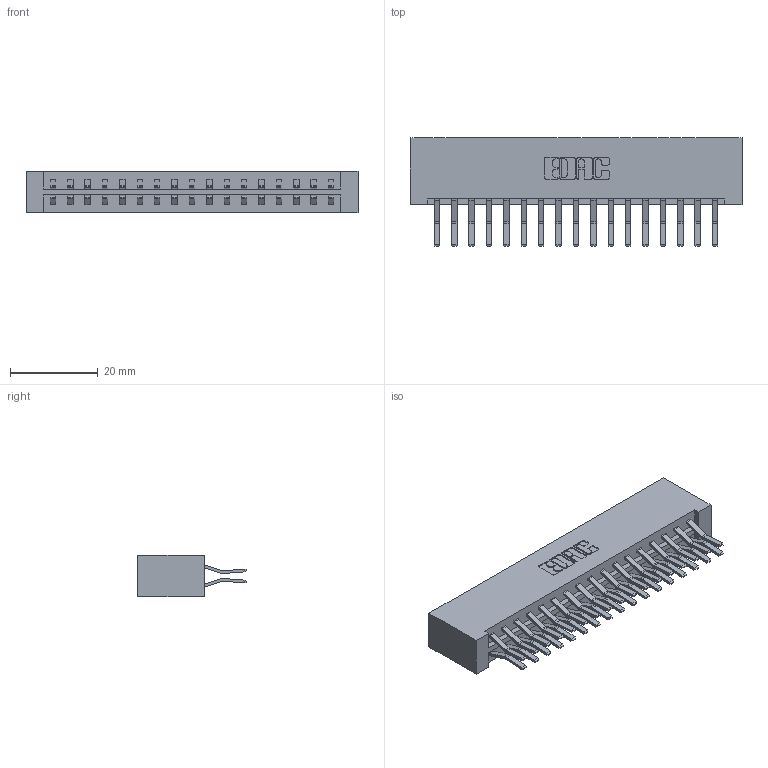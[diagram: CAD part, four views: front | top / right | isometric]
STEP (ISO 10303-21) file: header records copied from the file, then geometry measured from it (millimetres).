
FILE_DESCRIPTION (( 'STEP AP203' ), '1' );
FILE_NAME ('333-034-560-201.STEP', '2018-08-02T23:09:34', ( '' ), ( '' ), 'SwSTEP 2.0', 'SolidWorks 2016', '' );
FILE_SCHEMA (( 'CONFIG_CONTROL_DESIGN' ));
Length unit declared in the file: inch
Products named in the file (3): 333 Part_Lugless; 345-292-001_560 Tail; 333-034-560-201
Assembly tree (35 placements, depth 2):
  333-034-560-201
    333 Part_Lugless
    345-292-001_560 Tail  x34
Bounding box: 75.62 x 24.78 x 9.4 mm (x, y, z)
Volume: 8341.2 mm3; surface area: 10252.9 mm2
Topology: 35 solids, 35 shells, 1942 faces, 5761 edges, 3794 vertices
Faces by surface type: plane 1290, cylinder 652
Entity records: 13981 total; most frequent: CARTESIAN_POINT 2346, ORIENTED_EDGE 2282, DIRECTION 2045, EDGE_CURVE 1141, VECTOR 1017, LINE 1017, VERTEX_POINT 758, AXIS2_PLACEMENT_3D 514
